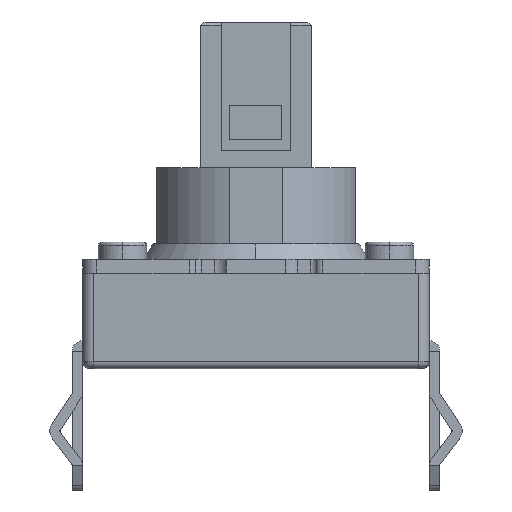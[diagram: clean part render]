
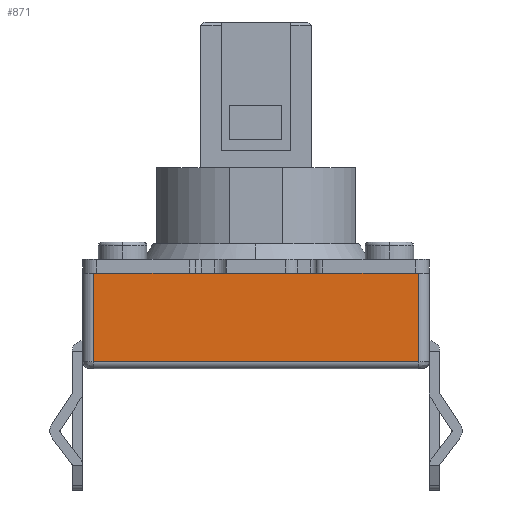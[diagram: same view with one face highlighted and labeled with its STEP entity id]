
A CAD part, front view. The second image highlights one B-rep face of the part: STEP entity #871.
In plain terms, the highlighted planar face has unit normal (0, -1, 0).
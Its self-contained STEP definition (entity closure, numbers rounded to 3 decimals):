
#871=ADVANCED_FACE('NONE',(#1795),#1796,.F.);
#1795=FACE_OUTER_BOUND('',#2940,.T.);
#1796=PLANE('',#2941);
#2940=EDGE_LOOP('',(#5596,#5597,#5598,#5599,#5600,#5601,#5602,#5603,#5604,#5605));
#2941=AXIS2_PLACEMENT_3D('',#5606,#5607,#5608);
#5596=ORIENTED_EDGE('',*,*,#7011,.F.);
#5597=ORIENTED_EDGE('',*,*,#6937,.F.);
#5598=ORIENTED_EDGE('',*,*,#6935,.F.);
#5599=ORIENTED_EDGE('',*,*,#6931,.F.);
#5600=ORIENTED_EDGE('',*,*,#6978,.F.);
#5601=ORIENTED_EDGE('',*,*,#7025,.T.);
#5602=ORIENTED_EDGE('',*,*,#7023,.F.);
#5603=ORIENTED_EDGE('',*,*,#7026,.T.);
#5604=ORIENTED_EDGE('',*,*,#7014,.F.);
#5605=ORIENTED_EDGE('',*,*,#7027,.T.);
#5606=CARTESIAN_POINT('',(4.6,-5.0,3.15));
#5607=DIRECTION('',(0.,1.0,0.0));
#5608=DIRECTION('',(1.0,0.,0.0));
#6931=EDGE_CURVE('NONE',#8552,#8366,#8553,.T.);
#6935=EDGE_CURVE('NONE',#8366,#8381,#8558,.T.);
#6937=EDGE_CURVE('NONE',#8381,#8560,#8561,.T.);
#6978=EDGE_CURVE('NONE',#8608,#8552,#8611,.T.);
#7011=EDGE_CURVE('NONE',#8560,#8658,#8660,.T.);
#7014=EDGE_CURVE('NONE',#8662,#8665,#8666,.T.);
#7023=EDGE_CURVE('NONE',#8680,#8674,#8682,.T.);
#7025=EDGE_CURVE('NONE',#8608,#8674,#8684,.T.);
#7026=EDGE_CURVE('NONE',#8680,#8665,#8685,.T.);
#7027=EDGE_CURVE('NONE',#8662,#8658,#8686,.T.);
#8366=VERTEX_POINT('NONE',#10477);
#8381=VERTEX_POINT('NONE',#10508);
#8552=VERTEX_POINT('NONE',#10766);
#8553=LINE('',#10767,#10768);
#8558=LINE('',#10774,#10775);
#8560=VERTEX_POINT('NONE',#10777);
#8561=LINE('',#10778,#10779);
#8608=VERTEX_POINT('NONE',#10889);
#8611=LINE('',#10892,#10893);
#8658=VERTEX_POINT('NONE',#10955);
#8660=LINE('',#10957,#10958);
#8662=VERTEX_POINT('NONE',#10960);
#8665=VERTEX_POINT('NONE',#10963);
#8666=LINE('',#10964,#10965);
#8674=VERTEX_POINT('NONE',#10974);
#8680=VERTEX_POINT('NONE',#10981);
#8682=LINE('',#10983,#10984);
#8684=LINE('',#10986,#10987);
#8685=LINE('',#10988,#10989);
#8686=LINE('',#10990,#10991);
#10477=CARTESIAN_POINT('',(4.7,-5.0,0.2));
#10508=CARTESIAN_POINT('',(-4.7,-5.0,0.2));
#10766=CARTESIAN_POINT('',(4.7,-5.0,2.75));
#10767=CARTESIAN_POINT('',(4.7,-5.0,3.15));
#10768=VECTOR('',#12497,1000.0);
#10774=CARTESIAN_POINT('',(4.6,-5.0,0.2));
#10775=VECTOR('',#12502,1000.0);
#10777=CARTESIAN_POINT('',(-4.7,-5.0,2.75));
#10778=CARTESIAN_POINT('',(-4.7,-5.0,3.15));
#10779=VECTOR('',#12503,1000.0);
#10889=CARTESIAN_POINT('',(4.6,-5.0,2.75));
#10892=CARTESIAN_POINT('',(4.6,-5.0,2.75));
#10893=VECTOR('',#12547,1000.0);
#10955=CARTESIAN_POINT('',(-4.6,-5.0,2.75));
#10957=CARTESIAN_POINT('',(4.6,-5.0,2.75));
#10958=VECTOR('',#12590,1000.0);
#10960=CARTESIAN_POINT('',(-1.923,-5.0,2.75));
#10963=CARTESIAN_POINT('',(-0.854,-5.0,2.75));
#10964=CARTESIAN_POINT('',(4.6,-5.0,2.75));
#10965=VECTOR('',#12594,1000.0);
#10974=CARTESIAN_POINT('',(1.923,-5.0,2.75));
#10981=CARTESIAN_POINT('',(0.854,-5.0,2.75));
#10983=CARTESIAN_POINT('',(4.6,-5.0,2.75));
#10984=VECTOR('',#12612,1000.0);
#10986=CARTESIAN_POINT('',(4.6,-5.0,2.75));
#10987=VECTOR('',#12613,1000.0);
#10988=CARTESIAN_POINT('',(4.6,-5.0,2.75));
#10989=VECTOR('',#12614,1000.0);
#10990=CARTESIAN_POINT('',(4.6,-5.0,2.75));
#10991=VECTOR('',#12615,1000.0);
#12497=DIRECTION('',(0.0,0.0,-1.0));
#12502=DIRECTION('',(-1.0,0.,0.0));
#12503=DIRECTION('',(0.0,0.0,1.0));
#12547=DIRECTION('',(1.0,0.,0.0));
#12590=DIRECTION('',(1.0,0.,0.0));
#12594=DIRECTION('',(1.0,0.,0.0));
#12612=DIRECTION('',(1.0,0.,0.0));
#12613=DIRECTION('',(-1.0,0.,0.0));
#12614=DIRECTION('',(-1.0,0.,0.0));
#12615=DIRECTION('',(-1.0,0.,0.0));
